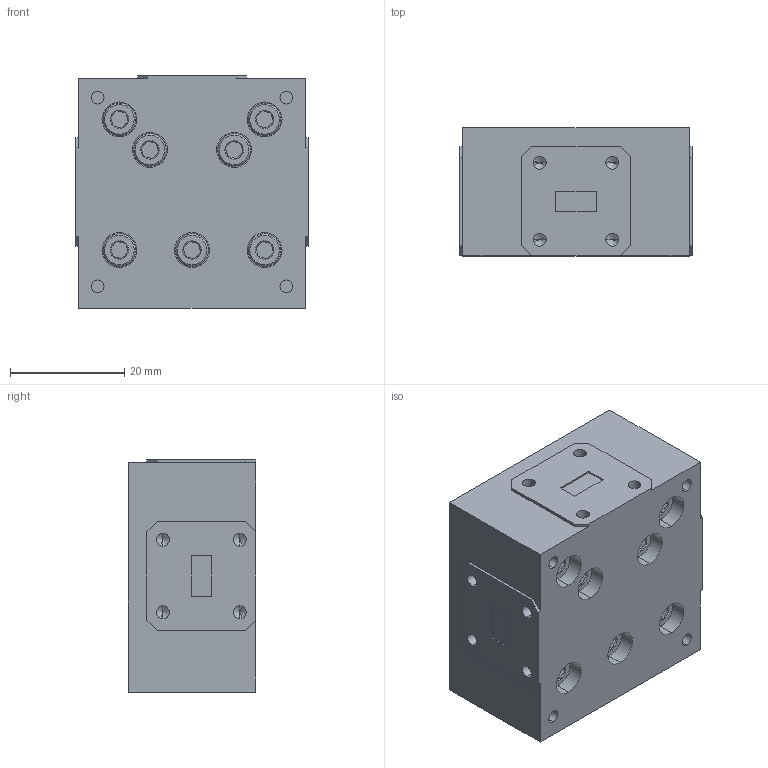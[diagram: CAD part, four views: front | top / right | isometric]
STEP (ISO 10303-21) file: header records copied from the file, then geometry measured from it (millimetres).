
FILE_DESCRIPTION (( 'STEP AP203' ), '1' );
FILE_NAME ('SWP-24344302-28-S1.STEP', '2020-11-16T23:12:12', ( 'Windows User' ), ( '' ), 'SwSTEP 2.0', 'SolidWorks 2020', '' );
FILE_SCHEMA (( 'CONFIG_CONTROL_DESIGN' ));
Length unit declared in the file: inch
Products named in the file (1): SWP-24344302-28-S1
Bounding box: 40.64 x 22.35 x 40.64 mm (x, y, z)
Volume: 35051.8 mm3; surface area: 8864.2 mm2
Topology: 1 solids, 1 shells, 273 faces, 593 edges, 338 vertices
Faces by surface type: plane 112, cone 101, cylinder 60
Entity records: 7438 total; most frequent: CARTESIAN_POINT 1510, DIRECTION 1265, ORIENTED_EDGE 1138, EDGE_CURVE 569, AXIS2_PLACEMENT_3D 471, VERTEX_POINT 338, VECTOR 323, LINE 323
